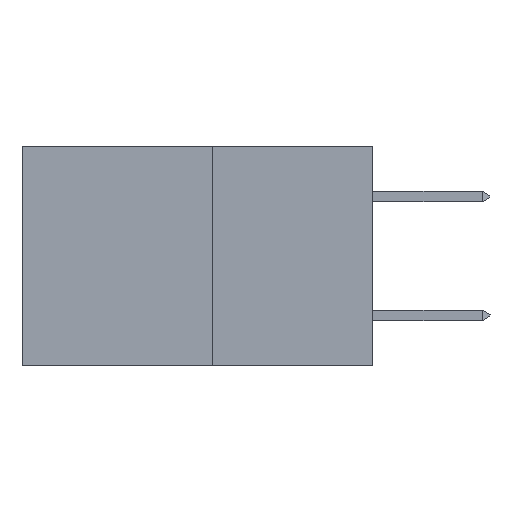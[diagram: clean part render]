
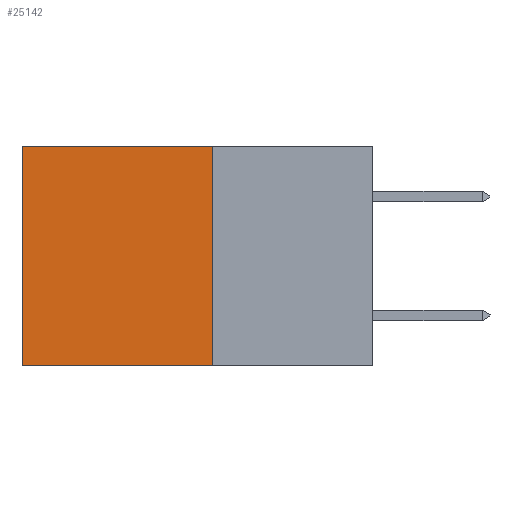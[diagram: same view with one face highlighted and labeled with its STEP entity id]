
A CAD part, left-side view. The second image highlights one B-rep face of the part: STEP entity #25142.
In plain terms, the highlighted planar face has unit normal (-1, 0, 0).
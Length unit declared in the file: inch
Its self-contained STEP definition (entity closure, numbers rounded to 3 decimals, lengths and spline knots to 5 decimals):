
#766 = EDGE_CURVE ( 'NONE', #21945, #27525, #22779, .T. ) ;
#967 = DIRECTION ( 'NONE',  ( 0., 1., 0. ) ) ;
#1193 = VECTOR ( 'NONE', #20440, 39.37008 ) ;
#3964 = EDGE_CURVE ( 'NONE', #4447, #27525, #23720, .T. ) ;
#4217 = PLANE ( 'NONE',  #13939 ) ;
#4447 = VERTEX_POINT ( 'NONE', #8905 ) ;
#5721 = VECTOR ( 'NONE', #967, 39.37008 ) ;
#6673 = VECTOR ( 'NONE', #18222, 39.37008 ) ;
#8905 = CARTESIAN_POINT ( 'NONE',  ( 0.277, 0.59, 0. ) ) ;
#10393 = CARTESIAN_POINT ( 'NONE',  ( 0.277, 0.27, -0.37 ) ) ;
#10421 = CARTESIAN_POINT ( 'NONE',  ( 0.277, 0.27, 0. ) ) ;
#11158 = DIRECTION ( 'NONE',  ( 1., 0., 0. ) ) ;
#11333 = CARTESIAN_POINT ( 'NONE',  ( 0.277, 0.27, -0.37 ) ) ;
#12273 = CARTESIAN_POINT ( 'NONE',  ( 0.277, 0.59, -0.37 ) ) ;
#12598 = LINE ( 'NONE', #24642, #1193 ) ;
#12653 = FACE_OUTER_BOUND ( 'NONE', #17587, .T. ) ;
#13397 = CARTESIAN_POINT ( 'NONE',  ( 0.277, 0.27, -0.37 ) ) ;
#13939 = AXIS2_PLACEMENT_3D ( 'NONE', #25620, #11158, #14984 ) ;
#14357 = VECTOR ( 'NONE', #14698, 39.37008 ) ;
#14698 = DIRECTION ( 'NONE',  ( 0., 0., -1. ) ) ;
#14984 = DIRECTION ( 'NONE',  ( 0., 0., -1. ) ) ;
#15676 = ORIENTED_EDGE ( 'NONE', *, *, #26753, .T. ) ;
#16062 = CARTESIAN_POINT ( 'NONE',  ( 0.277, 0.59, -0.37 ) ) ;
#17587 = EDGE_LOOP ( 'NONE', ( #22801, #17637, #17621, #15676 ) ) ;
#17621 = ORIENTED_EDGE ( 'NONE', *, *, #24369, .F. ) ;
#17637 = ORIENTED_EDGE ( 'NONE', *, *, #766, .F. ) ;
#18222 = DIRECTION ( 'NONE',  ( 0., 0., -1. ) ) ;
#20050 = LINE ( 'NONE', #10393, #14357 ) ;
#20440 = DIRECTION ( 'NONE',  ( 0., 1., 0. ) ) ;
#21945 = VERTEX_POINT ( 'NONE', #11333 ) ;
#22779 = LINE ( 'NONE', #13397, #5721 ) ;
#22801 = ORIENTED_EDGE ( 'NONE', *, *, #3964, .T. ) ;
#23588 = VERTEX_POINT ( 'NONE', #10421 ) ;
#23720 = LINE ( 'NONE', #16062, #6673 ) ;
#24369 = EDGE_CURVE ( 'NONE', #23588, #21945, #20050, .T. ) ;
#24642 = CARTESIAN_POINT ( 'NONE',  ( 0.277, 0.27, 0. ) ) ;
#25142 = ADVANCED_FACE ( 'NONE', ( #12653 ), #4217, .F. ) ;
#25620 = CARTESIAN_POINT ( 'NONE',  ( 0.277, 0.27, -0.37 ) ) ;
#26753 = EDGE_CURVE ( 'NONE', #23588, #4447, #12598, .T. ) ;
#27525 = VERTEX_POINT ( 'NONE', #12273 ) ;
